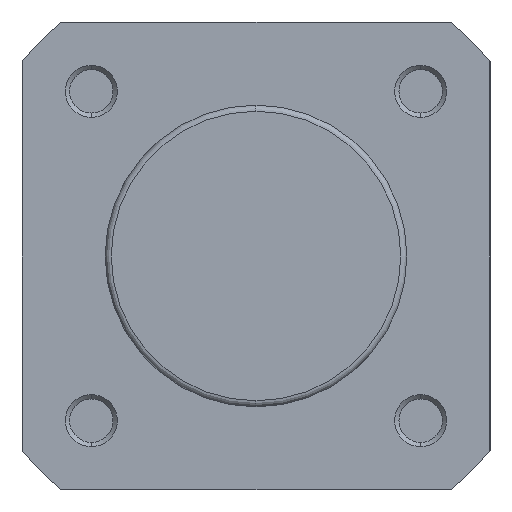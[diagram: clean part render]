
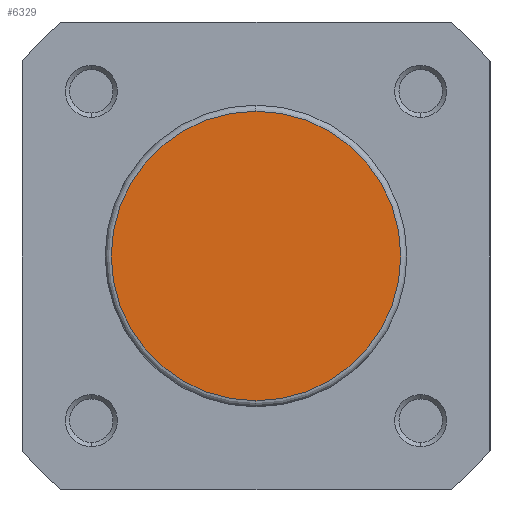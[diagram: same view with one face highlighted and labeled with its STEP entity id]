
A CAD part, left-side view. The second image highlights one B-rep face of the part: STEP entity #6329.
In plain terms, the highlighted planar face has unit normal (-1, 0, 0).
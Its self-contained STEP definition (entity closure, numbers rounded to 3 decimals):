
#288 = CARTESIAN_POINT ( 'NONE',  ( 0., 0., 0. ) ) ;
#289 = DIRECTION ( 'NONE',  ( -1., 0., 0. ) ) ;
#290 = DIRECTION ( 'NONE',  ( 0., 0., 1. ) ) ;
#331 = EDGE_CURVE ( 'NONE', #4552, #4529, #3688, .T. ) ;
#611 = CARTESIAN_POINT ( 'NONE',  ( 0., 0., 16.7 ) ) ;
#650 = CARTESIAN_POINT ( 'NONE',  ( 0., 0., -16.7 ) ) ;
#1251 = EDGE_CURVE ( 'NONE', #4529, #4552, #4346, .T. ) ;
#2177 = FACE_OUTER_BOUND ( 'NONE', #6107, .T. ) ;
#2371 = CARTESIAN_POINT ( 'NONE',  ( 0., -17.4, 0. ) ) ;
#2372 = PLANE ( 'NONE',  #3242 ) ;
#2374 = DIRECTION ( 'NONE',  ( -1., 0., 0. ) ) ;
#2375 = DIRECTION ( 'NONE',  ( 0., 0., 1. ) ) ;
#2859 = AXIS2_PLACEMENT_3D ( 'NONE', #4809, #4815, #4816 ) ;
#2989 = AXIS2_PLACEMENT_3D ( 'NONE', #288, #289, #290 ) ;
#3242 = AXIS2_PLACEMENT_3D ( 'NONE', #2371, #2374, #2375 ) ;
#3565 = ORIENTED_EDGE ( 'NONE', *, *, #331, .T. ) ;
#3566 = ORIENTED_EDGE ( 'NONE', *, *, #1251, .T. ) ;
#3688 = CIRCLE ( 'NONE', #2859, 16.7 ) ;
#4346 = CIRCLE ( 'NONE', #2989, 16.7 ) ;
#4529 = VERTEX_POINT ( 'NONE', #611 ) ;
#4552 = VERTEX_POINT ( 'NONE', #650 ) ;
#4809 = CARTESIAN_POINT ( 'NONE',  ( 0., 0., 0. ) ) ;
#4815 = DIRECTION ( 'NONE',  ( -1., 0., 0. ) ) ;
#4816 = DIRECTION ( 'NONE',  ( 0., 0., 1. ) ) ;
#6107 = EDGE_LOOP ( 'NONE', ( #3566, #3565 ) ) ;
#6329 = ADVANCED_FACE ( 'NONE', ( #2177 ), #2372, .T. ) ;
